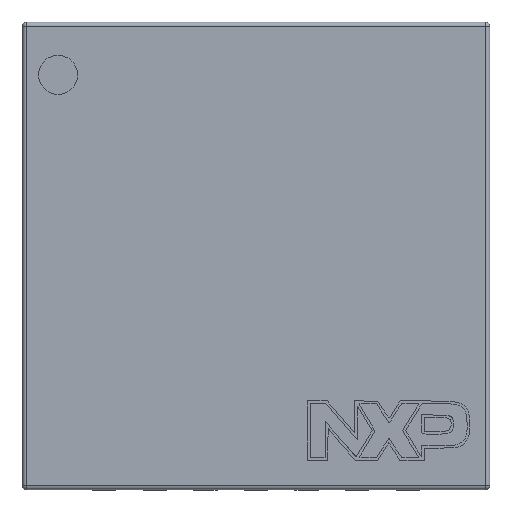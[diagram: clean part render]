
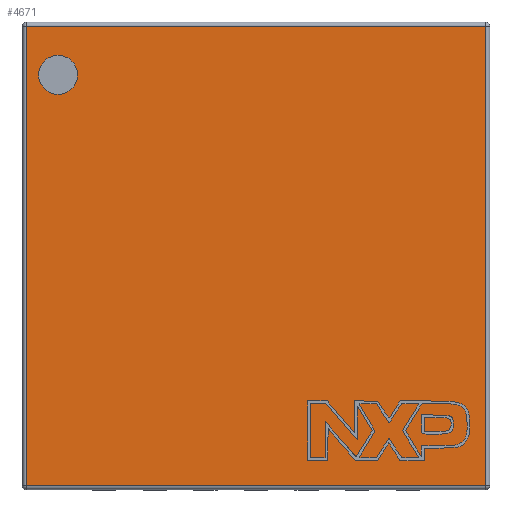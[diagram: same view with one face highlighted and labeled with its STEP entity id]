
A CAD part, top view. The second image highlights one B-rep face of the part: STEP entity #4671.
In plain terms, the highlighted planar face has unit normal (0, 0, 1).
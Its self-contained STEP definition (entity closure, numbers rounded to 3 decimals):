
#239=PLANE('',#5142);
#458=LINE('',#6694,#981);
#462=LINE('',#6710,#985);
#464=LINE('',#6713,#987);
#466=LINE('',#6716,#989);
#981=VECTOR('',#5497,10.);
#985=VECTOR('',#5515,10.);
#987=VECTOR('',#5519,10.);
#989=VECTOR('',#5523,10.);
#1550=FACE_OUTER_BOUND('',#1843,.T.);
#1843=EDGE_LOOP('',(#3374,#3375,#3376,#3377));
#2204=VERTEX_POINT('',#6656);
#2209=VERTEX_POINT('',#6669);
#2214=VERTEX_POINT('',#6682);
#2219=VERTEX_POINT('',#6698);
#2663=EDGE_CURVE('',#2204,#2214,#458,.T.);
#2671=EDGE_CURVE('',#2214,#2219,#462,.T.);
#2673=EDGE_CURVE('',#2219,#2209,#464,.T.);
#2675=EDGE_CURVE('',#2209,#2204,#466,.T.);
#3374=ORIENTED_EDGE('',*,*,#2663,.F.);
#3375=ORIENTED_EDGE('',*,*,#2675,.F.);
#3376=ORIENTED_EDGE('',*,*,#2673,.F.);
#3377=ORIENTED_EDGE('',*,*,#2671,.F.);
#4671=ADVANCED_FACE('',(#1550),#239,.T.);
#5142=AXIS2_PLACEMENT_3D('',#6725,#5535,#5536);
#5497=DIRECTION('',(0.,1.,0.));
#5515=DIRECTION('',(1.,0.,0.));
#5519=DIRECTION('',(0.,-1.,0.));
#5523=DIRECTION('',(-1.,0.,0.));
#5535=DIRECTION('center_axis',(0.,0.,1.));
#5536=DIRECTION('ref_axis',(1.,0.,0.));
#6656=CARTESIAN_POINT('',(-2.95,-2.95,0.95));
#6669=CARTESIAN_POINT('',(2.95,-2.95,0.95));
#6682=CARTESIAN_POINT('',(-2.95,2.95,0.95));
#6694=CARTESIAN_POINT('',(-2.95,1.5,0.95));
#6698=CARTESIAN_POINT('',(2.95,2.95,0.95));
#6710=CARTESIAN_POINT('',(1.5,2.95,0.95));
#6713=CARTESIAN_POINT('',(2.95,-1.5,0.95));
#6716=CARTESIAN_POINT('',(-1.5,-2.95,0.95));
#6725=CARTESIAN_POINT('Origin',(0.,0.,0.95));
